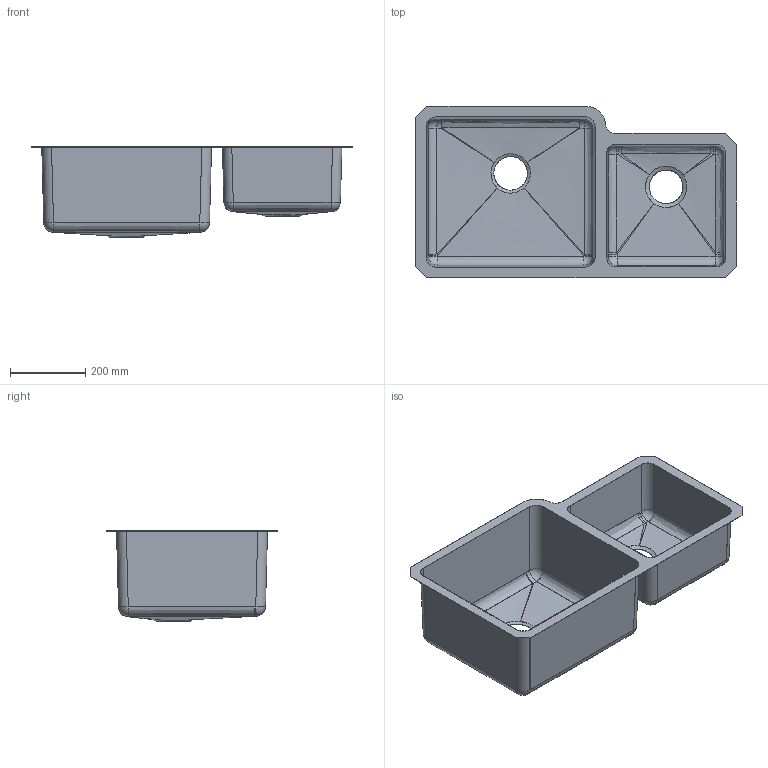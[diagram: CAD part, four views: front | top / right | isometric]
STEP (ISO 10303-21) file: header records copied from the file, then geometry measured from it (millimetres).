
FILE_DESCRIPTION(/* description */ (''),/* implementation_level */ '2;1');
FILE_NAME(/* name */ '8545B',/* time_stamp */ '2020-03-09T14:37:46+08:00',/* author */ (''),/* organization */ (''),/* preprocessor_version */ 'ST-DEVELOPER v9',/* originating_system */ 'UGS - NX 4.0',/* authorisation */ '');
FILE_SCHEMA (('AUTOMOTIVE_DESIGN { 1 0 10303 214 1 1 1 1 }'));
Length unit declared in the file: millimetre
Products named in the file (1): Admi97FEwxow
Bounding box: 854 x 456 x 240 mm (x, y, z)
Volume: 739938.2 mm3; surface area: 1778101.9 mm2
Topology: 1 solids, 1 shells, 149 faces, 385 edges, 224 vertices
Faces by surface type: bspline 76, plane 29, sphere 24, cylinder 18, extrusion 2
Entity records: 7213 total; most frequent: CARTESIAN_POINT 4277, ORIENTED_EDGE 716, DIRECTION 439, EDGE_CURVE 358, VERTEX_POINT 219, AXIS2_PLACEMENT_3D 180, B_SPLINE_CURVE_WITH_KNOTS 170, EDGE_LOOP 161
